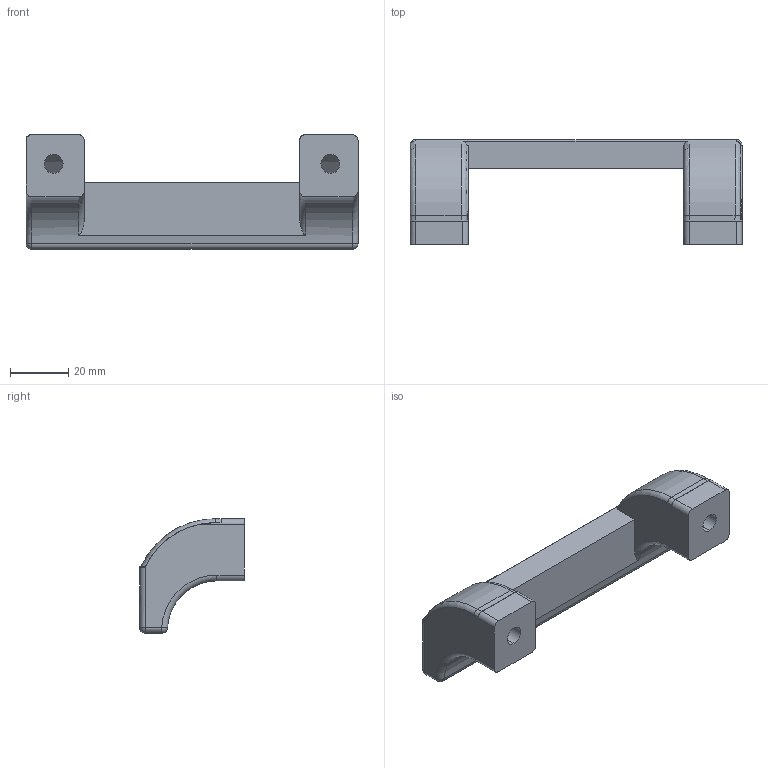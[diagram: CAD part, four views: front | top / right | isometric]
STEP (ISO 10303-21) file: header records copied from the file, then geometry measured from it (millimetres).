
FILE_DESCRIPTION (( 'STEP AP214' ), '1' );
FILE_NAME ('SNSD.30.51.13. Ðó÷êà äâåðíàÿ ïëàñòèêîâàÿ, 95ìì(E46).STEP', '2016-05-10T13:43:42', ( 'user' ), ( '' ), 'SwSTEP 2.0', 'SolidWorks 2014', '' );
FILE_SCHEMA (( 'AUTOMOTIVE_DESIGN' ));
Length unit declared in the file: millimetre
Products named in the file (6): SNSD.30.51.13. 青汶篪赅(E46); SNSD.30.51.13. Ðó÷êà äâåðíàÿ ïëàñòèêîâàÿ, 95ìì(E46); SNSD.30.51.13. 青汶篪赅(E46)_00; SNSD.30.51.13. Ðó÷êà äâåðíàÿ ïëàñòèêîâàÿ, 95ìì(E46)_00
Assembly tree (3 placements, depth 2):
  SNSD.30.51.13. 青汶篪赅(E46)
  SNSD.30.51.13. Ðó÷êà äâåðíàÿ ïëàñòèêîâàÿ, 95ìì(E46)
  SNSD.30.51.13. Ðó÷êà äâåðíàÿ ïëàñòèêîâàÿ, 95ìì(E46)
    SNSD.30.51.13. Ðó÷êà äâåðíàÿ ïëàñòèêîâàÿ, 95ìì(E46)_00
    SNSD.30.51.13. 青汶篪赅(E46)_00  x2
  SNSD.30.51.13. 青汶篪赅(E46)
Bounding box: 114 x 36 x 39.36 mm (x, y, z)
Volume: 43493.4 mm3; surface area: 17057.1 mm2
Topology: 3 solids, 3 shells, 84 faces, 200 edges, 122 vertices
Faces by surface type: plane 34, cylinder 32, torus 10, sphere 4, bspline 4
Entity records: 2405 total; most frequent: CARTESIAN_POINT 509, DIRECTION 390, ORIENTED_EDGE 356, EDGE_CURVE 178, AXIS2_PLACEMENT_3D 151, VERTEX_POINT 110, LINE 88, VECTOR 88
